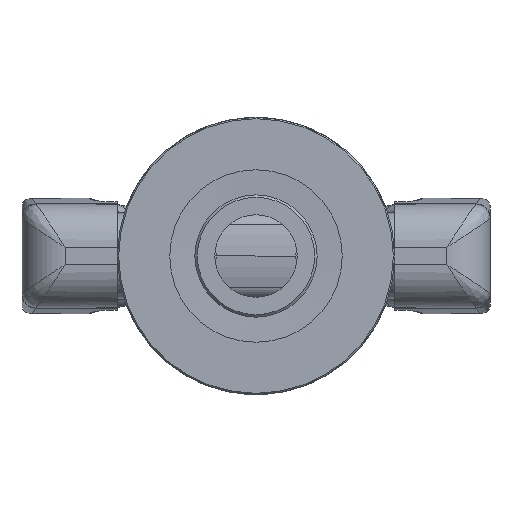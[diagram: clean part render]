
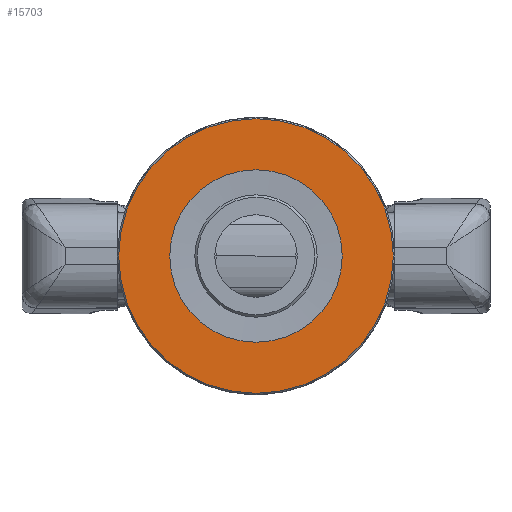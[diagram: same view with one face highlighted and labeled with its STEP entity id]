
A CAD part, front view. The second image highlights one B-rep face of the part: STEP entity #15703.
In plain terms, the highlighted face is planar.
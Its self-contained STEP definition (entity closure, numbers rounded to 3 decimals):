
#120=FACE_BOUND('',#4626,.T.);
#2935=PLANE('',#16807);
#3651=FACE_OUTER_BOUND('',#4625,.T.);
#4625=EDGE_LOOP('',(#13055));
#4626=EDGE_LOOP('',(#13056));
#5303=CIRCLE('',#16804,22.3);
#5305=CIRCLE('',#16808,14.);
#7211=VERTEX_POINT('',#42352);
#7213=VERTEX_POINT('',#42358);
#9281=EDGE_CURVE('',#7211,#7211,#5303,.T.);
#9283=EDGE_CURVE('',#7213,#7213,#5305,.T.);
#13055=ORIENTED_EDGE('',*,*,#9281,.F.);
#13056=ORIENTED_EDGE('',*,*,#9283,.F.);
#15703=ADVANCED_FACE('',(#3651,#120),#2935,.F.);
#16804=AXIS2_PLACEMENT_3D('',#42353,#18938,#18939);
#16807=AXIS2_PLACEMENT_3D('',#42357,#18944,#18945);
#16808=AXIS2_PLACEMENT_3D('',#42359,#18946,#18947);
#18938=DIRECTION('center_axis',(0.,0.,1.));
#18939=DIRECTION('ref_axis',(-1.,0.,0.));
#18944=DIRECTION('center_axis',(0.,0.,1.));
#18945=DIRECTION('ref_axis',(1.,0.,0.));
#18946=DIRECTION('center_axis',(0.,0.,-1.));
#18947=DIRECTION('ref_axis',(-1.,0.,0.));
#42352=CARTESIAN_POINT('',(22.3,0.,0.));
#42353=CARTESIAN_POINT('Origin',(0.,0.,0.));
#42357=CARTESIAN_POINT('Origin',(0.,0.,0.));
#42358=CARTESIAN_POINT('',(14.,0.,0.));
#42359=CARTESIAN_POINT('Origin',(0.,0.,0.));
